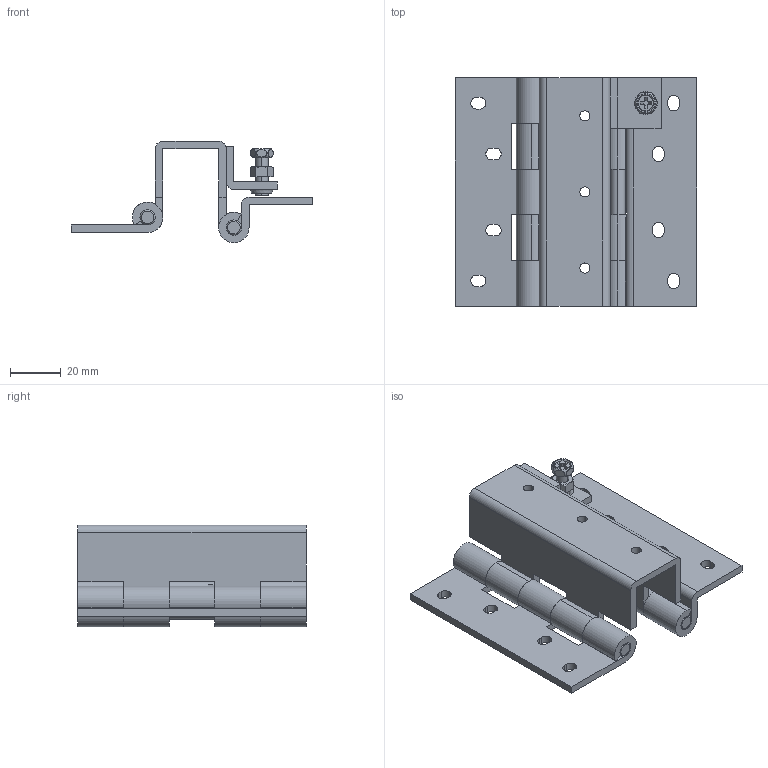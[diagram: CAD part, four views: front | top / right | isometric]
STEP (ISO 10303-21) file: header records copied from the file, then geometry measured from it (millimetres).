
FILE_DESCRIPTION (( 'STEP AP203' ), '1' );
FILE_NAME ('B-1247.STEP', '2017-03-21T05:36:34', ( '' ), ( '' ), 'SwSTEP 2.0', 'SolidWorks 2014', '' );
FILE_SCHEMA (( 'CONFIG_CONTROL_DESIGN' ));
Length unit declared in the file: millimetre
Products named in the file (8): B-1247_ヒンジ B; 廫帤寠晅偒榋妏儃儖僩M5_M5亊15; B-1247_ヒンジ C; B-1247; B-1247_六角ナット; B-1247_ストッパー; B-1247_ヒンジ A; B-1247_ピン
Assembly tree (8 placements, depth 2):
  B-1247
    B-1247_ヒンジ A
    B-1247_ヒンジ B
    B-1247_ヒンジ C
    B-1247_ストッパー
    B-1247_ピン  x2
    廫帤寠晅偒榋妏儃儖僩M5_M5亊15
    B-1247_六角ナット
Bounding box: 95 x 90 x 40 mm (x, y, z)
Volume: 53978 mm3; surface area: 41437.7 mm2
Topology: 8 solids, 8 shells, 231 faces, 611 edges, 404 vertices
Faces by surface type: plane 119, cylinder 94, cone 14, torus 4
Entity records: 8249 total; most frequent: CARTESIAN_POINT 1563, DIRECTION 1257, ORIENTED_EDGE 1194, EDGE_CURVE 597, AXIS2_PLACEMENT_3D 446, VERTEX_POINT 396, VECTOR 365, LINE 365
